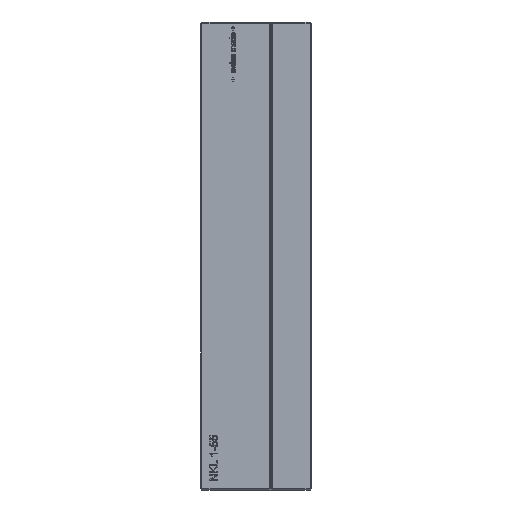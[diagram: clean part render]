
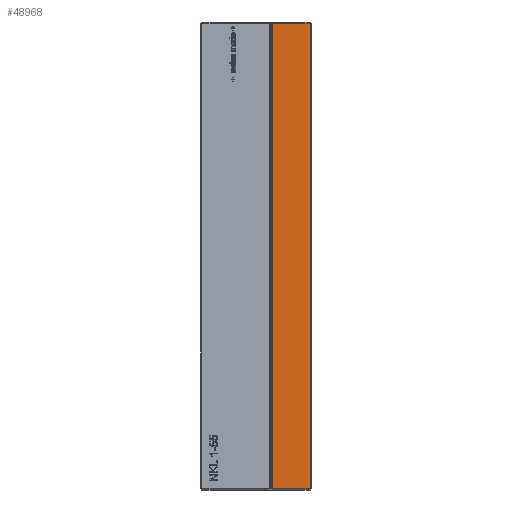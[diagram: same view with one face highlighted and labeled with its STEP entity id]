
A CAD part, left-side view. The second image highlights one B-rep face of the part: STEP entity #48968.
In plain terms, the highlighted planar face has unit normal (-1, 0, 0).
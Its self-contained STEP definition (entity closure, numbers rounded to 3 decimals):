
#46558 = PLANE('',#46559);
#46559 = AXIS2_PLACEMENT_3D('',#46560,#46561,#46562);
#46560 = CARTESIAN_POINT('',(-14.925,4.605,0.));
#46561 = DIRECTION('',(0.707,-0.707,0.));
#46562 = DIRECTION('',(0.,0.,1.));
#46860 = PLANE('',#46861);
#46861 = AXIS2_PLACEMENT_3D('',#46862,#46863,#46864);
#46862 = CARTESIAN_POINT('',(-14.925,0.,0.075));
#46863 = DIRECTION('',(0.707,0.,
    0.707));
#46864 = DIRECTION('',(0.,-1.,0.));
#47162 = PLANE('',#47163);
#47163 = AXIS2_PLACEMENT_3D('',#47164,#47165,#47166);
#47164 = CARTESIAN_POINT('',(-14.925,0.,54.925));
#47165 = DIRECTION('',(-0.707,0.,0.707));
#47166 = DIRECTION('',(0.,-1.,0.));
#47574 = VERTEX_POINT('',#47575);
#47575 = CARTESIAN_POINT('',(-15.,4.53,54.85));
#47596 = EDGE_CURVE('',#47597,#47574,#47599,.T.);
#47597 = VERTEX_POINT('',#47598);
#47598 = CARTESIAN_POINT('',(-15.,4.53,0.15));
#47599 = SURFACE_CURVE('',#47600,(#47604,#47611),.PCURVE_S1.);
#47600 = LINE('',#47601,#47602);
#47601 = CARTESIAN_POINT('',(-15.,4.53,0.));
#47602 = VECTOR('',#47603,1.);
#47603 = DIRECTION('',(0.,0.,1.));
#47604 = PCURVE('',#46558,#47605);
#47605 = DEFINITIONAL_REPRESENTATION('',(#47606),#47610);
#47606 = LINE('',#47607,#47608);
#47607 = CARTESIAN_POINT('',(0.,0.106));
#47608 = VECTOR('',#47609,1.);
#47609 = DIRECTION('',(1.,0.));
#47610 = ( GEOMETRIC_REPRESENTATION_CONTEXT(2) 
PARAMETRIC_REPRESENTATION_CONTEXT() REPRESENTATION_CONTEXT('2D SPACE',''
  ) );
#47611 = PCURVE('',#47612,#47617);
#47612 = PLANE('',#47613);
#47613 = AXIS2_PLACEMENT_3D('',#47614,#47615,#47616);
#47614 = CARTESIAN_POINT('',(-15.,0.,0.));
#47615 = DIRECTION('',(-1.,0.,0.));
#47616 = DIRECTION('',(0.,1.,0.));
#47617 = DEFINITIONAL_REPRESENTATION('',(#47618),#47622);
#47618 = LINE('',#47619,#47620);
#47619 = CARTESIAN_POINT('',(4.53,0.));
#47620 = VECTOR('',#47621,1.);
#47621 = DIRECTION('',(0.,-1.));
#47622 = ( GEOMETRIC_REPRESENTATION_CONTEXT(2) 
PARAMETRIC_REPRESENTATION_CONTEXT() REPRESENTATION_CONTEXT('2D SPACE',''
  ) );
#47921 = VERTEX_POINT('',#47922);
#47922 = CARTESIAN_POINT('',(-15.,0.15,0.15));
#47948 = EDGE_CURVE('',#47921,#47597,#47949,.T.);
#47949 = SURFACE_CURVE('',#47950,(#47954,#47961),.PCURVE_S1.);
#47950 = LINE('',#47951,#47952);
#47951 = CARTESIAN_POINT('',(-15.,0.,0.15));
#47952 = VECTOR('',#47953,1.);
#47953 = DIRECTION('',(0.,1.,0.));
#47954 = PCURVE('',#46860,#47955);
#47955 = DEFINITIONAL_REPRESENTATION('',(#47956),#47960);
#47956 = LINE('',#47957,#47958);
#47957 = CARTESIAN_POINT('',(0.,-0.106));
#47958 = VECTOR('',#47959,1.);
#47959 = DIRECTION('',(-1.,0.));
#47960 = ( GEOMETRIC_REPRESENTATION_CONTEXT(2) 
PARAMETRIC_REPRESENTATION_CONTEXT() REPRESENTATION_CONTEXT('2D SPACE',''
  ) );
#47961 = PCURVE('',#47612,#47962);
#47962 = DEFINITIONAL_REPRESENTATION('',(#47963),#47967);
#47963 = LINE('',#47964,#47965);
#47964 = CARTESIAN_POINT('',(0.,-0.15));
#47965 = VECTOR('',#47966,1.);
#47966 = DIRECTION('',(1.,0.));
#47967 = ( GEOMETRIC_REPRESENTATION_CONTEXT(2) 
PARAMETRIC_REPRESENTATION_CONTEXT() REPRESENTATION_CONTEXT('2D SPACE',''
  ) );
#48498 = VERTEX_POINT('',#48499);
#48499 = CARTESIAN_POINT('',(-15.,0.15,54.85));
#48525 = EDGE_CURVE('',#48498,#47574,#48526,.T.);
#48526 = SURFACE_CURVE('',#48527,(#48531,#48538),.PCURVE_S1.);
#48527 = LINE('',#48528,#48529);
#48528 = CARTESIAN_POINT('',(-15.,0.,54.85));
#48529 = VECTOR('',#48530,1.);
#48530 = DIRECTION('',(0.,1.,0.));
#48531 = PCURVE('',#47162,#48532);
#48532 = DEFINITIONAL_REPRESENTATION('',(#48533),#48537);
#48533 = LINE('',#48534,#48535);
#48534 = CARTESIAN_POINT('',(0.,-0.106));
#48535 = VECTOR('',#48536,1.);
#48536 = DIRECTION('',(-1.,0.));
#48537 = ( GEOMETRIC_REPRESENTATION_CONTEXT(2) 
PARAMETRIC_REPRESENTATION_CONTEXT() REPRESENTATION_CONTEXT('2D SPACE',''
  ) );
#48538 = PCURVE('',#47612,#48539);
#48539 = DEFINITIONAL_REPRESENTATION('',(#48540),#48544);
#48540 = LINE('',#48541,#48542);
#48541 = CARTESIAN_POINT('',(0.,-54.85));
#48542 = VECTOR('',#48543,1.);
#48543 = DIRECTION('',(1.,0.));
#48544 = ( GEOMETRIC_REPRESENTATION_CONTEXT(2) 
PARAMETRIC_REPRESENTATION_CONTEXT() REPRESENTATION_CONTEXT('2D SPACE',''
  ) );
#48968 = ADVANCED_FACE('',(#48969),#47612,.T.);
#48969 = FACE_BOUND('',#48970,.T.);
#48970 = EDGE_LOOP('',(#48971,#48972,#48973,#48999));
#48971 = ORIENTED_EDGE('',*,*,#47596,.F.);
#48972 = ORIENTED_EDGE('',*,*,#47948,.F.);
#48973 = ORIENTED_EDGE('',*,*,#48974,.T.);
#48974 = EDGE_CURVE('',#47921,#48498,#48975,.T.);
#48975 = SURFACE_CURVE('',#48976,(#48980,#48987),.PCURVE_S1.);
#48976 = LINE('',#48977,#48978);
#48977 = CARTESIAN_POINT('',(-15.,0.15,0.));
#48978 = VECTOR('',#48979,1.);
#48979 = DIRECTION('',(0.,0.,1.));
#48980 = PCURVE('',#47612,#48981);
#48981 = DEFINITIONAL_REPRESENTATION('',(#48982),#48986);
#48982 = LINE('',#48983,#48984);
#48983 = CARTESIAN_POINT('',(0.15,0.));
#48984 = VECTOR('',#48985,1.);
#48985 = DIRECTION('',(0.,-1.));
#48986 = ( GEOMETRIC_REPRESENTATION_CONTEXT(2) 
PARAMETRIC_REPRESENTATION_CONTEXT() REPRESENTATION_CONTEXT('2D SPACE',''
  ) );
#48987 = PCURVE('',#48988,#48993);
#48988 = PLANE('',#48989);
#48989 = AXIS2_PLACEMENT_3D('',#48990,#48991,#48992);
#48990 = CARTESIAN_POINT('',(-14.925,0.075,0.));
#48991 = DIRECTION('',(0.707,0.707,0.
    ));
#48992 = DIRECTION('',(0.,0.,1.));
#48993 = DEFINITIONAL_REPRESENTATION('',(#48994),#48998);
#48994 = LINE('',#48995,#48996);
#48995 = CARTESIAN_POINT('',(0.,-0.106));
#48996 = VECTOR('',#48997,1.);
#48997 = DIRECTION('',(1.,0.));
#48998 = ( GEOMETRIC_REPRESENTATION_CONTEXT(2) 
PARAMETRIC_REPRESENTATION_CONTEXT() REPRESENTATION_CONTEXT('2D SPACE',''
  ) );
#48999 = ORIENTED_EDGE('',*,*,#48525,.T.);
